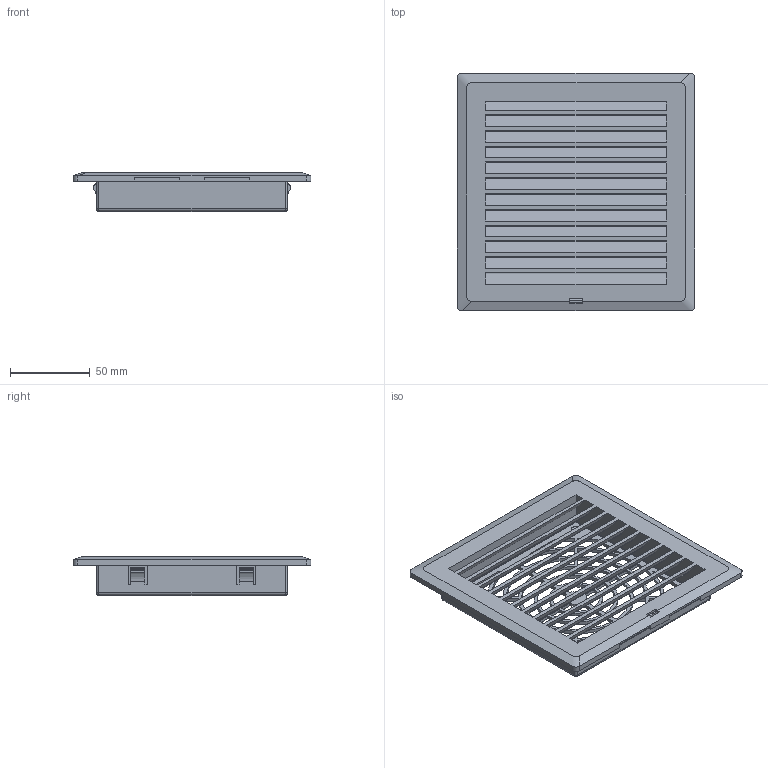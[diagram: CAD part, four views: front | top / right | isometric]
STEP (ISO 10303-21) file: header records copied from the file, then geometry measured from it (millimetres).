
FILE_DESCRIPTION (( 'STEP AP203' ), '1' );
FILE_NAME ('sone-t.STEP', '2015-12-21T14:01:47', ( '' ), ( '' ), 'SwSTEP 2.0', 'SolidWorks 2012', '' );
FILE_SCHEMA (( 'CONFIG_CONTROL_DESIGN' ));
Length unit declared in the file: millimetre
Products named in the file (3): sone-t; FE-462-2カバー_; FE-462-2本体_
Assembly tree (2 placements, depth 2):
  sone-t
    FE-462-2本体_
    FE-462-2カバー_
Bounding box: 149 x 149 x 24.5 mm (x, y, z)
Volume: 117617.7 mm3; surface area: 129140.9 mm2
Topology: 3 solids, 3 shells, 597 faces, 1772 edges, 1168 vertices
Faces by surface type: plane 293, cylinder 278, cone 16, bspline 6, torus 4
Entity records: 20903 total; most frequent: CARTESIAN_POINT 3904, ORIENTED_EDGE 3536, DIRECTION 3519, EDGE_CURVE 1768, VECTOR 1183, LINE 1183, VERTEX_POINT 1168, AXIS2_PLACEMENT_3D 1168
